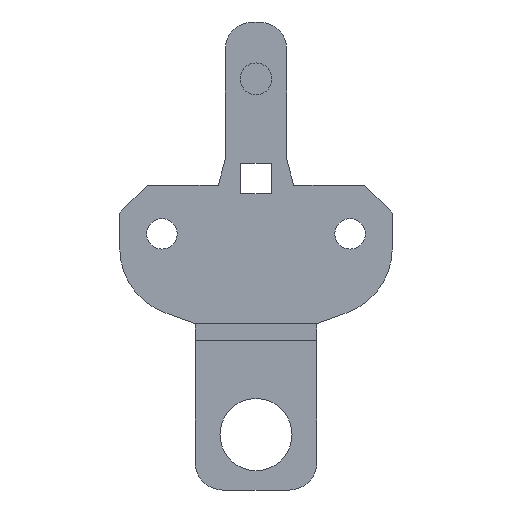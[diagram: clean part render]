
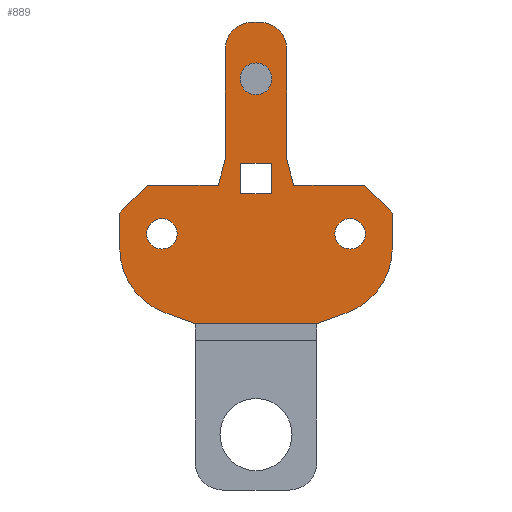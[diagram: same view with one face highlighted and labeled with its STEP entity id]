
A CAD part, front view. The second image highlights one B-rep face of the part: STEP entity #889.
In plain terms, the highlighted planar face has unit normal (0, -1, 0).
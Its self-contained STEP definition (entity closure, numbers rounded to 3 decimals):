
#39=FACE_BOUND('',#148,.T.);
#40=FACE_BOUND('',#149,.T.);
#41=FACE_BOUND('',#150,.T.);
#42=FACE_BOUND('',#151,.T.);
#52=CIRCLE('',#956,1.15);
#61=CIRCLE('',#980,5.);
#62=CIRCLE('',#981,2.);
#63=CIRCLE('',#982,2.);
#64=CIRCLE('',#983,5.);
#65=CIRCLE('',#984,1.1);
#66=CIRCLE('',#985,1.1);
#96=FACE_OUTER_BOUND('',#147,.T.);
#147=EDGE_LOOP('',(#711,#712,#713,#714,#715,#716,#717,#718,#719,#720,#721,
#722,#723,#724,#725,#726,#727,#728));
#148=EDGE_LOOP('',(#729,#730,#731,#732));
#149=EDGE_LOOP('',(#733));
#150=EDGE_LOOP('',(#734));
#151=EDGE_LOOP('',(#735));
#175=LINE('',#1269,#272);
#181=LINE('',#1280,#278);
#184=LINE('',#1288,#281);
#192=LINE('',#1303,#289);
#208=LINE('',#1355,#305);
#212=LINE('',#1362,#309);
#215=LINE('',#1368,#312);
#219=LINE('',#1374,#316);
#220=LINE('',#1377,#317);
#227=LINE('',#1503,#324);
#233=LINE('',#1518,#330);
#246=LINE('',#1548,#343);
#247=LINE('',#1552,#344);
#248=LINE('',#1553,#345);
#249=LINE('',#1557,#346);
#250=LINE('',#1560,#347);
#251=LINE('',#1562,#348);
#252=LINE('',#1565,#349);
#272=VECTOR('',#1016,10.);
#278=VECTOR('',#1024,10.);
#281=VECTOR('',#1029,10.);
#289=VECTOR('',#1039,10.);
#305=VECTOR('',#1081,10.);
#309=VECTOR('',#1087,10.);
#312=VECTOR('',#1092,10.);
#316=VECTOR('',#1098,10.);
#317=VECTOR('',#1101,10.);
#324=VECTOR('',#1138,10.);
#330=VECTOR('',#1152,10.);
#343=VECTOR('',#1177,10.);
#344=VECTOR('',#1180,10.);
#345=VECTOR('',#1181,10.);
#346=VECTOR('',#1184,10.);
#347=VECTOR('',#1187,10.);
#348=VECTOR('',#1188,10.);
#349=VECTOR('',#1191,10.);
#369=VERTEX_POINT('',#1266);
#370=VERTEX_POINT('',#1268);
#374=VERTEX_POINT('',#1278);
#377=VERTEX_POINT('',#1285);
#378=VERTEX_POINT('',#1287);
#384=VERTEX_POINT('',#1301);
#406=VERTEX_POINT('',#1353);
#407=VERTEX_POINT('',#1354);
#409=VERTEX_POINT('',#1361);
#411=VERTEX_POINT('',#1367);
#413=VERTEX_POINT('',#1376);
#414=VERTEX_POINT('',#1381);
#422=VERTEX_POINT('',#1502);
#426=VERTEX_POINT('',#1516);
#427=VERTEX_POINT('',#1517);
#438=VERTEX_POINT('',#1547);
#439=VERTEX_POINT('',#1549);
#440=VERTEX_POINT('',#1551);
#441=VERTEX_POINT('',#1554);
#442=VERTEX_POINT('',#1556);
#443=VERTEX_POINT('',#1559);
#444=VERTEX_POINT('',#1561);
#445=VERTEX_POINT('',#1563);
#446=VERTEX_POINT('',#1566);
#447=VERTEX_POINT('',#1568);
#452=EDGE_CURVE('',#369,#370,#175,.T.);
#458=EDGE_CURVE('',#374,#369,#181,.T.);
#461=EDGE_CURVE('',#377,#378,#184,.T.);
#469=EDGE_CURVE('',#384,#377,#192,.T.);
#494=EDGE_CURVE('',#406,#407,#208,.T.);
#498=EDGE_CURVE('',#407,#409,#212,.T.);
#501=EDGE_CURVE('',#409,#411,#215,.T.);
#505=EDGE_CURVE('',#411,#406,#219,.T.);
#506=EDGE_CURVE('',#378,#413,#220,.T.);
#509=EDGE_CURVE('',#414,#414,#52,.T.);
#523=EDGE_CURVE('',#370,#422,#227,.T.);
#530=EDGE_CURVE('',#426,#427,#233,.T.);
#545=EDGE_CURVE('',#438,#427,#246,.T.);
#546=EDGE_CURVE('',#439,#438,#61,.T.);
#547=EDGE_CURVE('',#440,#439,#247,.T.);
#548=EDGE_CURVE('',#413,#440,#248,.T.);
#549=EDGE_CURVE('',#441,#384,#62,.T.);
#550=EDGE_CURVE('',#442,#441,#249,.T.);
#551=EDGE_CURVE('',#422,#442,#63,.T.);
#552=EDGE_CURVE('',#443,#374,#250,.T.);
#553=EDGE_CURVE('',#444,#443,#251,.T.);
#554=EDGE_CURVE('',#445,#444,#64,.T.);
#555=EDGE_CURVE('',#426,#445,#252,.T.);
#556=EDGE_CURVE('',#446,#446,#65,.T.);
#557=EDGE_CURVE('',#447,#447,#66,.T.);
#711=ORIENTED_EDGE('',*,*,#530,.T.);
#712=ORIENTED_EDGE('',*,*,#545,.F.);
#713=ORIENTED_EDGE('',*,*,#546,.F.);
#714=ORIENTED_EDGE('',*,*,#547,.F.);
#715=ORIENTED_EDGE('',*,*,#548,.F.);
#716=ORIENTED_EDGE('',*,*,#506,.F.);
#717=ORIENTED_EDGE('',*,*,#461,.F.);
#718=ORIENTED_EDGE('',*,*,#469,.F.);
#719=ORIENTED_EDGE('',*,*,#549,.F.);
#720=ORIENTED_EDGE('',*,*,#550,.F.);
#721=ORIENTED_EDGE('',*,*,#551,.F.);
#722=ORIENTED_EDGE('',*,*,#523,.F.);
#723=ORIENTED_EDGE('',*,*,#452,.F.);
#724=ORIENTED_EDGE('',*,*,#458,.F.);
#725=ORIENTED_EDGE('',*,*,#552,.F.);
#726=ORIENTED_EDGE('',*,*,#553,.F.);
#727=ORIENTED_EDGE('',*,*,#554,.F.);
#728=ORIENTED_EDGE('',*,*,#555,.F.);
#729=ORIENTED_EDGE('',*,*,#501,.T.);
#730=ORIENTED_EDGE('',*,*,#505,.T.);
#731=ORIENTED_EDGE('',*,*,#494,.T.);
#732=ORIENTED_EDGE('',*,*,#498,.T.);
#733=ORIENTED_EDGE('',*,*,#509,.T.);
#734=ORIENTED_EDGE('',*,*,#556,.F.);
#735=ORIENTED_EDGE('',*,*,#557,.F.);
#851=PLANE('',#979);
#889=ADVANCED_FACE('',(#96,#39,#40,#41,#42),#851,.F.);
#956=AXIS2_PLACEMENT_3D('',#1382,#1106,#1107);
#979=AXIS2_PLACEMENT_3D('',#1546,#1175,#1176);
#980=AXIS2_PLACEMENT_3D('',#1550,#1178,#1179);
#981=AXIS2_PLACEMENT_3D('',#1555,#1182,#1183);
#982=AXIS2_PLACEMENT_3D('',#1558,#1185,#1186);
#983=AXIS2_PLACEMENT_3D('',#1564,#1189,#1190);
#984=AXIS2_PLACEMENT_3D('',#1567,#1192,#1193);
#985=AXIS2_PLACEMENT_3D('',#1569,#1194,#1195);
#1016=DIRECTION('',(0.259,0.,0.966));
#1024=DIRECTION('',(1.,0.,0.));
#1029=DIRECTION('',(0.259,0.,-0.966));
#1039=DIRECTION('',(0.,0.,-1.));
#1081=DIRECTION('',(0.,0.,1.));
#1087=DIRECTION('',(1.,0.,0.));
#1092=DIRECTION('',(0.,0.,-1.));
#1098=DIRECTION('',(-1.,0.,0.));
#1101=DIRECTION('',(1.,0.,0.));
#1106=DIRECTION('center_axis',(0.,1.,0.));
#1107=DIRECTION('ref_axis',(1.,0.,0.));
#1138=DIRECTION('',(0.,0.,1.));
#1152=DIRECTION('',(1.,0.,0.));
#1175=DIRECTION('center_axis',(0.,1.,0.));
#1176=DIRECTION('ref_axis',(0.,0.,1.));
#1177=DIRECTION('',(-0.939,0.,-0.345));
#1178=DIRECTION('center_axis',(0.,1.,0.));
#1179=DIRECTION('ref_axis',(1.,0.,0.));
#1180=DIRECTION('',(0.,0.,-1.));
#1181=DIRECTION('',(0.707,0.,-0.707));
#1182=DIRECTION('center_axis',(0.,1.,0.));
#1183=DIRECTION('ref_axis',(0.,0.,1.));
#1184=DIRECTION('',(1.,0.,0.));
#1185=DIRECTION('center_axis',(0.,1.,0.));
#1186=DIRECTION('ref_axis',(-1.,0.,0.));
#1187=DIRECTION('',(0.707,0.,0.707));
#1188=DIRECTION('',(0.,0.,1.));
#1189=DIRECTION('center_axis',(0.,1.,0.));
#1190=DIRECTION('ref_axis',(-0.345,0.,-0.939));
#1191=DIRECTION('',(-0.939,0.,0.345));
#1192=DIRECTION('center_axis',(0.,-1.,0.));
#1193=DIRECTION('ref_axis',(1.,0.,0.));
#1194=DIRECTION('center_axis',(0.,-1.,0.));
#1195=DIRECTION('ref_axis',(1.,0.,0.));
#1266=CARTESIAN_POINT('',(-2.727,0.,4.999));
#1268=CARTESIAN_POINT('',(-2.227,0.,6.865));
#1269=CARTESIAN_POINT('',(-3.886,0.,0.675));
#1278=CARTESIAN_POINT('',(-7.848,0.,4.999));
#1280=CARTESIAN_POINT('',(-7.848,0.,4.999));
#1285=CARTESIAN_POINT('',(2.227,0.,6.865));
#1287=CARTESIAN_POINT('',(2.727,0.,4.999));
#1288=CARTESIAN_POINT('',(3.886,0.,0.675));
#1301=CARTESIAN_POINT('',(2.227,0.,14.794));
#1303=CARTESIAN_POINT('',(2.227,0.,14.794));
#1353=CARTESIAN_POINT('',(-1.1,0.,4.399));
#1354=CARTESIAN_POINT('',(-1.1,0.,6.599));
#1355=CARTESIAN_POINT('',(-1.1,0.,-0.801));
#1361=CARTESIAN_POINT('',(1.1,0.,6.599));
#1362=CARTESIAN_POINT('',(-0.55,0.,6.599));
#1367=CARTESIAN_POINT('',(1.1,0.,4.399));
#1368=CARTESIAN_POINT('',(1.1,0.,0.299));
#1374=CARTESIAN_POINT('',(0.55,0.,4.399));
#1376=CARTESIAN_POINT('',(7.848,0.,4.999));
#1377=CARTESIAN_POINT('',(-7.848,0.,4.999));
#1381=CARTESIAN_POINT('',(-1.15,0.,12.69));
#1382=CARTESIAN_POINT('Origin',(0.,0.,12.69));
#1502=CARTESIAN_POINT('',(-2.227,0.,14.794));
#1503=CARTESIAN_POINT('',(-2.227,0.,4.999));
#1516=CARTESIAN_POINT('',(-4.4,0.,-5.001));
#1517=CARTESIAN_POINT('',(4.4,0.,-5.001));
#1518=CARTESIAN_POINT('',(-2.2,0.,-5.001));
#1546=CARTESIAN_POINT('Origin',(0.,0.,-6.001));
#1547=CARTESIAN_POINT('',(6.571,0.,-4.203));
#1548=CARTESIAN_POINT('',(6.571,0.,-4.203));
#1549=CARTESIAN_POINT('',(9.848,0.,0.49));
#1550=CARTESIAN_POINT('Origin',(4.848,0.,0.49));
#1551=CARTESIAN_POINT('',(9.848,0.,2.999));
#1552=CARTESIAN_POINT('',(9.848,0.,2.999));
#1553=CARTESIAN_POINT('',(7.848,0.,4.999));
#1554=CARTESIAN_POINT('',(0.227,0.,16.794));
#1555=CARTESIAN_POINT('Origin',(0.227,0.,14.794));
#1556=CARTESIAN_POINT('',(-0.227,0.,16.794));
#1557=CARTESIAN_POINT('',(-0.227,0.,16.794));
#1558=CARTESIAN_POINT('Origin',(-0.227,0.,14.794));
#1559=CARTESIAN_POINT('',(-9.848,0.,2.999));
#1560=CARTESIAN_POINT('',(-9.848,0.,2.999));
#1561=CARTESIAN_POINT('',(-9.848,0.,0.49));
#1562=CARTESIAN_POINT('',(-9.848,0.,0.49));
#1563=CARTESIAN_POINT('',(-6.571,0.,-4.203));
#1564=CARTESIAN_POINT('Origin',(-4.848,0.,0.49));
#1565=CARTESIAN_POINT('',(-4.4,0.,-5.001));
#1566=CARTESIAN_POINT('',(5.694,0.,1.499));
#1567=CARTESIAN_POINT('Origin',(6.794,0.,1.499));
#1568=CARTESIAN_POINT('',(-7.894,0.,1.499));
#1569=CARTESIAN_POINT('Origin',(-6.794,0.,1.499));
